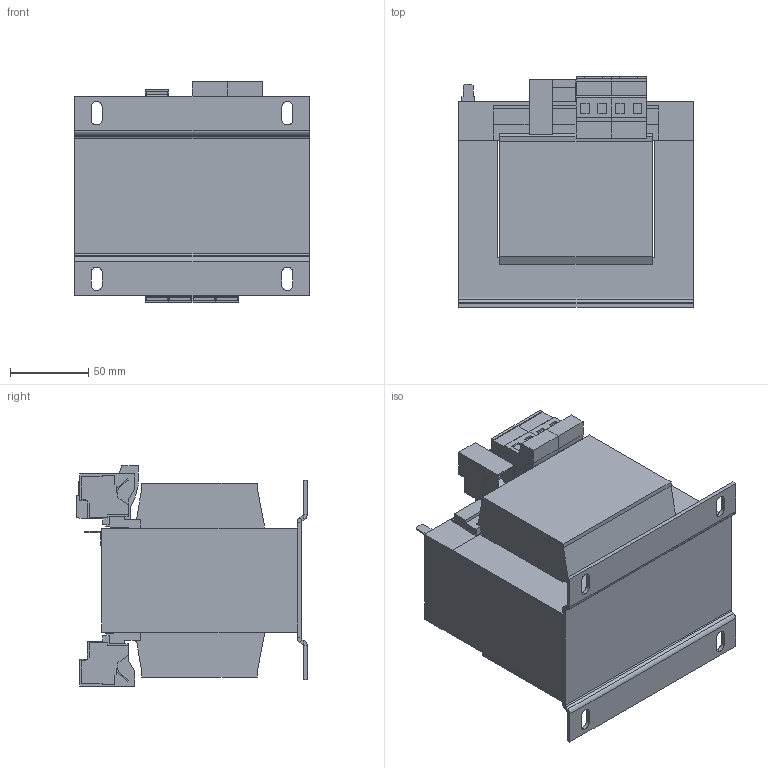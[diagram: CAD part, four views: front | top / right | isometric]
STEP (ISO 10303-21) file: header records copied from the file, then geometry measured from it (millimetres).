
FILE_DESCRIPTION (( 'STEP AP214' ), '1' );
FILE_NAME ('181875.STEP', '2023-07-07T10:36:59', ( '' ), ( '' ), 'SwSTEP 2.0', 'SolidWorks 2018', '' );
FILE_SCHEMA (( 'AUTOMOTIVE_DESIGN' ));
Length unit declared in the file: millimetre
Products named in the file (1): 181875
Bounding box: 150 x 147.55 x 141.15 mm (x, y, z)
Volume: 1836967 mm3; surface area: 184674.3 mm2
Topology: 1 solids, 1 shells, 498 faces, 1417 edges, 929 vertices
Faces by surface type: plane 426, cylinder 72
Entity records: 16006 total; most frequent: CARTESIAN_POINT 2845, ORIENTED_EDGE 2834, DIRECTION 2558, EDGE_CURVE 1417, VECTOR 1274, LINE 1274, VERTEX_POINT 929, AXIS2_PLACEMENT_3D 642
